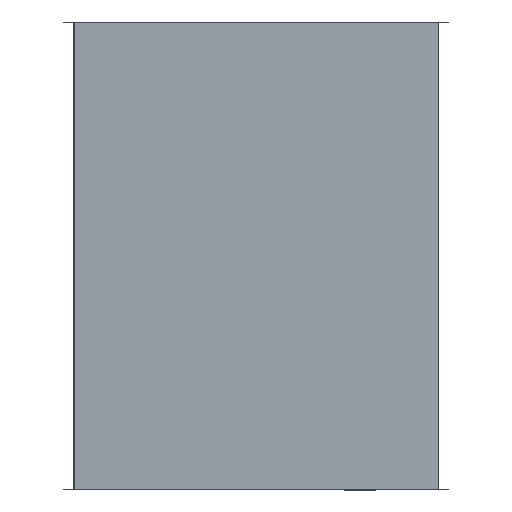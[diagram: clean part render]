
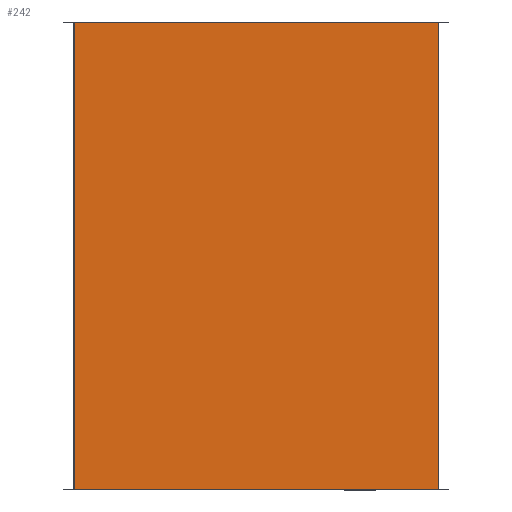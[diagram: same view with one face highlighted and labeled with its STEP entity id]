
A CAD part, front view. The second image highlights one B-rep face of the part: STEP entity #242.
In plain terms, the highlighted planar face has unit normal (0, -1, 0).
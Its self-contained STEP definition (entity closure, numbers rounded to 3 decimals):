
#236 = EDGE_CURVE ( 'NONE', #279, #301, #1055, .T. ) ;
#242 = ADVANCED_FACE ( 'NONE', ( #1040 ), #1039, .F. ) ;
#244 = EDGE_LOOP ( 'NONE', ( #426, #428, #429, #431 ) ) ;
#253 = VERTEX_POINT ( 'NONE', #1090 ) ;
#256 = EDGE_CURVE ( 'NONE', #257, #253, #1089, .T. ) ;
#257 = VERTEX_POINT ( 'NONE', #1085 ) ;
#279 = VERTEX_POINT ( 'NONE', #1142 ) ;
#301 = VERTEX_POINT ( 'NONE', #1162 ) ;
#426 = ORIENTED_EDGE ( 'NONE', *, *, #427, .F. ) ;
#427 = EDGE_CURVE ( 'NONE', #301, #253, #1379, .T. ) ;
#428 = ORIENTED_EDGE ( 'NONE', *, *, #236, .F. ) ;
#429 = ORIENTED_EDGE ( 'NONE', *, *, #430, .F. ) ;
#430 = EDGE_CURVE ( 'NONE', #257, #279, #1375, .T. ) ;
#431 = ORIENTED_EDGE ( 'NONE', *, *, #256, .T. ) ;
#1034 = DIRECTION ( 'NONE',  ( -1., 0., 0. ) ) ;
#1035 = DIRECTION ( 'NONE',  ( 0., 1., 0. ) ) ;
#1036 = AXIS2_PLACEMENT_3D ( 'NONE', #1038, #1035, #1034 ) ;
#1038 = CARTESIAN_POINT ( 'NONE',  ( 350., -201., 450. ) ) ;
#1039 = PLANE ( 'NONE',  #1036 ) ;
#1040 = FACE_OUTER_BOUND ( 'NONE', #244, .T. ) ;
#1052 = DIRECTION ( 'NONE',  ( 0., 0., -1. ) ) ;
#1053 = VECTOR ( 'NONE', #1052, 1000. ) ;
#1054 = CARTESIAN_POINT ( 'NONE',  ( 351., -201., 450. ) ) ;
#1055 = LINE ( 'NONE', #1054, #1053 ) ;
#1085 = CARTESIAN_POINT ( 'NONE',  ( -351., -201., 449. ) ) ;
#1086 = DIRECTION ( 'NONE',  ( 0., 0., -1. ) ) ;
#1087 = VECTOR ( 'NONE', #1086, 1000. ) ;
#1088 = CARTESIAN_POINT ( 'NONE',  ( -351., -201., 450. ) ) ;
#1089 = LINE ( 'NONE', #1088, #1087 ) ;
#1090 = CARTESIAN_POINT ( 'NONE',  ( -351., -201., -449. ) ) ;
#1142 = CARTESIAN_POINT ( 'NONE',  ( 351., -201., 449. ) ) ;
#1162 = CARTESIAN_POINT ( 'NONE',  ( 351., -201., -449. ) ) ;
#1372 = DIRECTION ( 'NONE',  ( 1., 0., 0. ) ) ;
#1373 = VECTOR ( 'NONE', #1372, 1000. ) ;
#1374 = CARTESIAN_POINT ( 'NONE',  ( 350., -201., 449. ) ) ;
#1375 = LINE ( 'NONE', #1374, #1373 ) ;
#1376 = DIRECTION ( 'NONE',  ( -1., 0., 0. ) ) ;
#1377 = VECTOR ( 'NONE', #1376, 1000. ) ;
#1378 = CARTESIAN_POINT ( 'NONE',  ( 350., -201., -449. ) ) ;
#1379 = LINE ( 'NONE', #1378, #1377 ) ;
